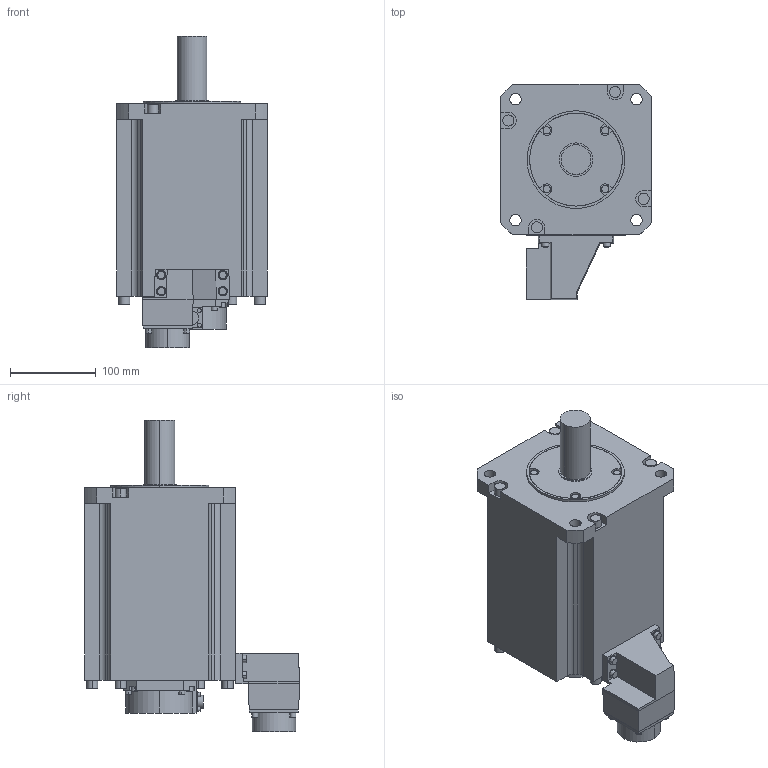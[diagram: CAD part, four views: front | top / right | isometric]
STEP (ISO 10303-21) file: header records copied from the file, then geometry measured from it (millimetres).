
FILE_DESCRIPTION((''),'2;1');
FILE_NAME('HF-JP703_','2010-11-22T',('BL67252'),(''),'PRO/ENGINEER BY PARAMETRIC TECHNOLOGY CORPORATION, 2009400','PRO/ENGINEER BY PARAMETRIC TECHNOLOGY CORPORATION, 2009400','');
FILE_SCHEMA(('CONFIG_CONTROL_DESIGN'));
Length unit declared in the file: millimetre
Products named in the file (1): HF-JP703_
Bounding box: 176 x 251.31 x 364.38 mm (x, y, z)
Volume: 6837266 mm3; surface area: 276458.4 mm2
Topology: 1 solids, 2 shells, 285 faces, 695 edges, 465 vertices
Faces by surface type: plane 147, cylinder 138
Entity records: 9055 total; most frequent: CARTESIAN_POINT 1989, DIRECTION 1543, ORIENTED_EDGE 1390, EDGE_CURVE 695, AXIS2_PLACEMENT_3D 571, VERTEX_POINT 465, VECTOR 401, LINE 401
